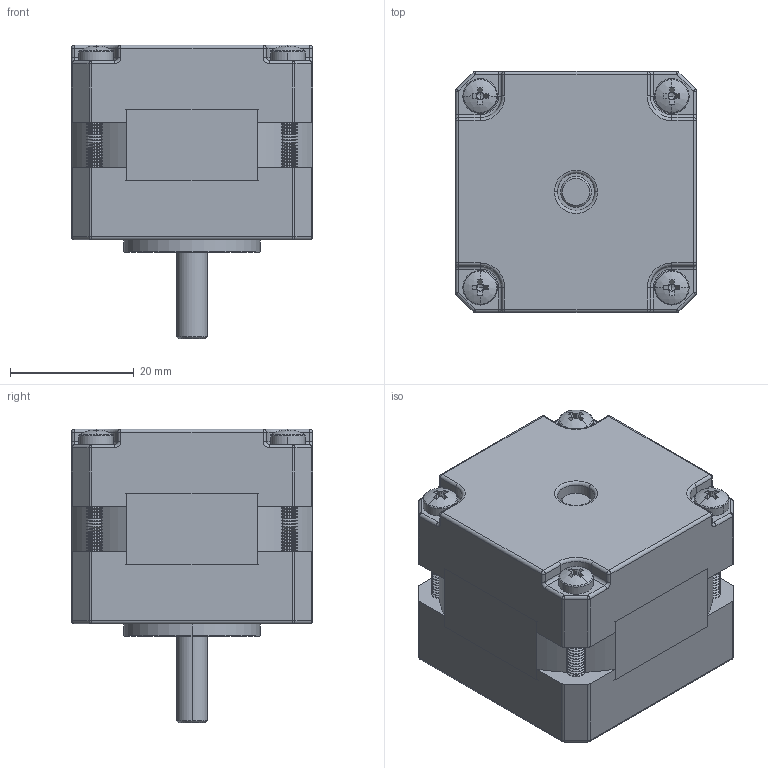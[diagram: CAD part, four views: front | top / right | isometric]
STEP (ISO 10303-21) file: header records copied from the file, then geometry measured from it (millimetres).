
FILE_DESCRIPTION (( 'STEP AP203' ), '1' );
FILE_NAME ('Motor NEMA 16.STEP', '2011-12-13T16:07:22', ( '' ), ( '' ), 'SwSTEP 2.0', 'SolidWorks 2011', '' );
FILE_SCHEMA (( 'CONFIG_CONTROL_DESIGN' ));
Length unit declared in the file: millimetre
Products named in the file (6): Motor NEMA 16; Pan Head Cross Recess Screw_DIN_ISO 7045 - M3 x 25 - Z --- 25S; Peça3^Motor NEMA 16; Núcleo^Motor NEMA 16; Flange Traseira^Motor NEMA 16; Flange Dianteira^Motor NEMA 16
Assembly tree (8 placements, depth 2):
  Motor NEMA 16
    Pan Head Cross Recess Screw_DIN_ISO 7045 - M3 x 25 - Z --- 25S  x4
    Flange Traseira^Motor NEMA 16
    Flange Dianteira^Motor NEMA 16
    Núcleo^Motor NEMA 16
    Peça3^Motor NEMA 16
Bounding box: 39 x 39 x 47.5 mm (x, y, z)
Volume: 46729.4 mm3; surface area: 17376 mm2
Topology: 8 solids, 8 shells, 1555 faces, 4072 edges, 2506 vertices
Faces by surface type: cone 826, cylinder 524, plane 137, torus 36, sphere 32
Entity records: 17804 total; most frequent: DIRECTION 3381, CARTESIAN_POINT 2906, ORIENTED_EDGE 2852, EDGE_CURVE 1426, AXIS2_PLACEMENT_3D 1401, VERTEX_POINT 874, CIRCLE 834, VECTOR 579
